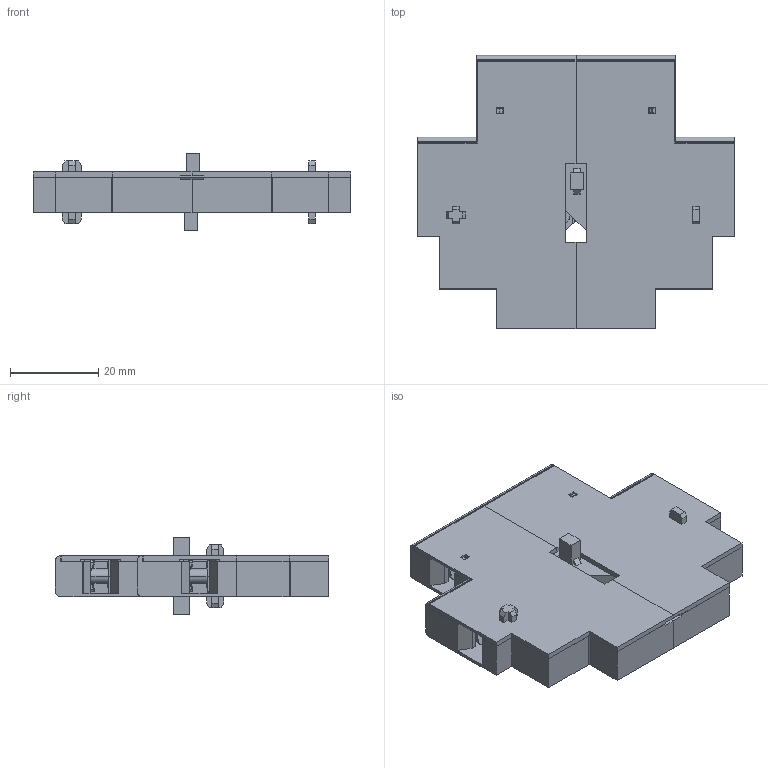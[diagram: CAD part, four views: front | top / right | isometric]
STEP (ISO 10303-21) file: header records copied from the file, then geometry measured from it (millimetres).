
FILE_DESCRIPTION((''),'2;1');
FILE_NAME('100-MCA02','2016-11-28T',('GLLehman'),('Rockwell Automation'),'PRO/ENGINEER BY PARAMETRIC TECHNOLOGY CORPORATION, 2012480','PRO/ENGINEER BY PARAMETRIC TECHNOLOGY CORPORATION, 2012480','');
FILE_SCHEMA(('CONFIG_CONTROL_DESIGN'));
Products named in the file (1): 100-MCA02
Bounding box: 72 x 61.9 x 17.5 mm (x, y, z)
Volume: 1792.2 mm3; surface area: 29734.4 mm2
Topology: 1 solids, 195 shells, 1863 faces, 5524 edges, 3724 vertices
Faces by surface type: plane 1177, cylinder 534, cone 84, torus 68
Entity records: 66417 total; most frequent: CARTESIAN_POINT 17036, ORIENTED_EDGE 9986, DIRECTION 9852, EDGE_CURVE 5524, VERTEX_POINT 3724, VECTOR 3564, LINE 3564, AXIS2_PLACEMENT_3D 3144
